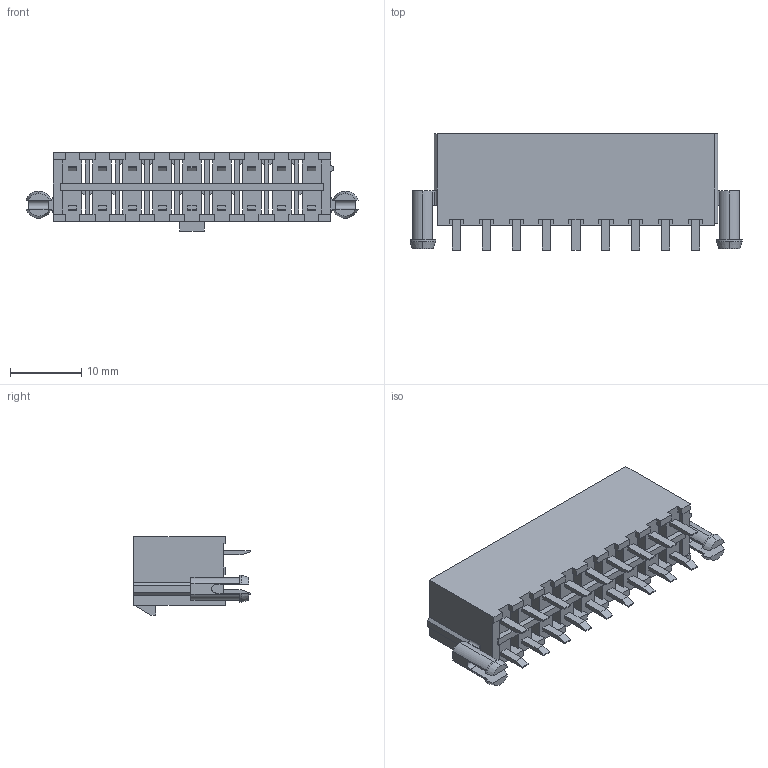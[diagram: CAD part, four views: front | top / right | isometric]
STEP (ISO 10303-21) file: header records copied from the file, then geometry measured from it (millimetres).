
FILE_DESCRIPTION (( 'STEP AP214' ), '1' );
FILE_NAME ('Molex Mini-Fit Jr. 18-pin Vertical PCB Header- 039289188.STEP', '2015-05-15T08:09:36', ( '' ), ( '' ), 'SwSTEP 2.0', 'SolidWorks 2014', '' );
FILE_SCHEMA (( 'AUTOMOTIVE_DESIGN' ));
Length unit declared in the file: inch
Products named in the file (1): Molex Mini-Fit Jr. 18-pin Vertical PCB Header- 039289188
Bounding box: 46.58 x 16.3 x 11 mm (x, y, z)
Volume: 2588.5 mm3; surface area: 5749.3 mm2
Topology: 1 solids, 1 shells, 554 faces, 1661 edges, 1100 vertices
Faces by surface type: plane 527, cylinder 21, cone 6
Entity records: 21049 total; most frequent: CARTESIAN_POINT 3340, ORIENTED_EDGE 3322, DIRECTION 2813, EDGE_CURVE 1661, LINE 1603, VECTOR 1603, VERTEX_POINT 1100, EDGE_LOOP 609
